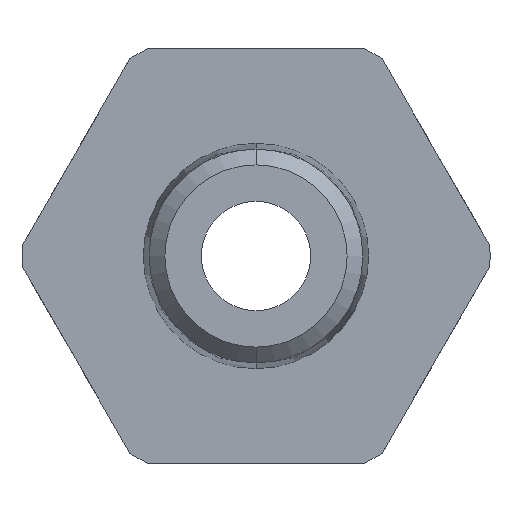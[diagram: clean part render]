
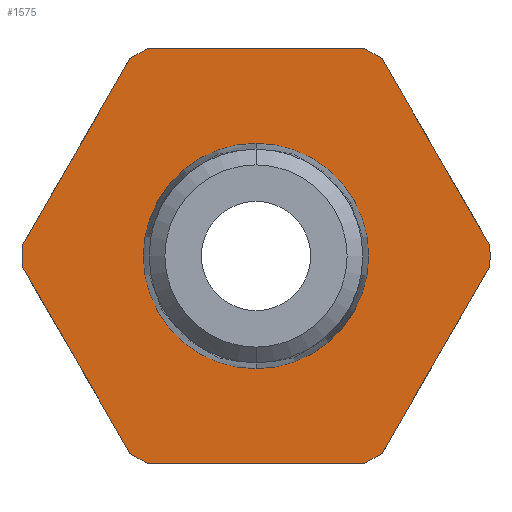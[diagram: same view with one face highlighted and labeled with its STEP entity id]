
A CAD part, front view. The second image highlights one B-rep face of the part: STEP entity #1575.
In plain terms, the highlighted planar face has unit normal (0, -1, 0).
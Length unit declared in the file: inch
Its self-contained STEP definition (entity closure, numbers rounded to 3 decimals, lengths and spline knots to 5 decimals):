
#8 = CARTESIAN_POINT ( 'NONE',  ( 0., 0.35827, 0. ) ) ;
#58 = VERTEX_POINT ( 'NONE', #227 ) ;
#92 = DIRECTION ( 'NONE',  ( 0., 0., 1. ) ) ;
#133 = CARTESIAN_POINT ( 'NONE',  ( -0.42082, 0.35827, -0.01914 ) ) ;
#167 = CARTESIAN_POINT ( 'NONE',  ( 0.19384, 0.35827, 0.37402 ) ) ;
#172 = DIRECTION ( 'NONE',  ( 0., 0., 1. ) ) ;
#196 = CARTESIAN_POINT ( 'NONE',  ( -0.43188, 0.35827, 0. ) ) ;
#227 = CARTESIAN_POINT ( 'NONE',  ( 0.22699, 0.35827, 0.35487 ) ) ;
#233 = DIRECTION ( 'NONE',  ( -0.5, 0., 0.866 ) ) ;
#257 = DIRECTION ( 'NONE',  ( 0., -1., 0. ) ) ;
#268 = AXIS2_PLACEMENT_3D ( 'NONE', #1886, #873, #2047 ) ;
#284 = CARTESIAN_POINT ( 'NONE',  ( 0., 0.35827, 0. ) ) ;
#288 = CARTESIAN_POINT ( 'NONE',  ( 0., 0.35827, 0. ) ) ;
#315 = VERTEX_POINT ( 'NONE', #469 ) ;
#331 = VERTEX_POINT ( 'NONE', #1485 ) ;
#333 = ORIENTED_EDGE ( 'NONE', *, *, #1094, .F. ) ;
#347 = DIRECTION ( 'NONE',  ( 0.5, 0., 0.866 ) ) ;
#348 = EDGE_CURVE ( 'NONE', #2135, #457, #1075, .T. ) ;
#354 = ORIENTED_EDGE ( 'NONE', *, *, #1430, .F. ) ;
#389 = CIRCLE ( 'NONE', #996, 0.42126 ) ;
#395 = ORIENTED_EDGE ( 'NONE', *, *, #348, .T. ) ;
#409 = VERTEX_POINT ( 'NONE', #896 ) ;
#417 = LINE ( 'NONE', #1911, #1761 ) ;
#425 = CARTESIAN_POINT ( 'NONE',  ( 0., 0.35827, 0. ) ) ;
#431 = DIRECTION ( 'NONE',  ( 0., 1., 0. ) ) ;
#447 = DIRECTION ( 'NONE',  ( 0., 0., 1. ) ) ;
#450 = DIRECTION ( 'NONE',  ( 0., 0., 1. ) ) ;
#457 = VERTEX_POINT ( 'NONE', #1058 ) ;
#468 = EDGE_LOOP ( 'NONE', ( #1885, #1694 ) ) ;
#469 = CARTESIAN_POINT ( 'NONE',  ( -0.19384, 0.35827, -0.37402 ) ) ;
#478 = CARTESIAN_POINT ( 'NONE',  ( -0.22699, 0.35827, 0.35487 ) ) ;
#484 = EDGE_CURVE ( 'NONE', #409, #661, #417, .T. ) ;
#506 = CARTESIAN_POINT ( 'NONE',  ( 0., 0.35827, 0.20276 ) ) ;
#518 = LINE ( 'NONE', #838, #1259 ) ;
#535 = VERTEX_POINT ( 'NONE', #1233 ) ;
#538 = AXIS2_PLACEMENT_3D ( 'NONE', #284, #1452, #447 ) ;
#592 = DIRECTION ( 'NONE',  ( 0., 0., 1. ) ) ;
#612 = EDGE_CURVE ( 'NONE', #58, #1545, #1547, .T. ) ;
#616 = CARTESIAN_POINT ( 'NONE',  ( 0.42082, 0.35827, 0.01914 ) ) ;
#635 = CARTESIAN_POINT ( 'NONE',  ( -0.42082, 0.35827, 0.01914 ) ) ;
#645 = AXIS2_PLACEMENT_3D ( 'NONE', #288, #1456, #450 ) ;
#650 = EDGE_LOOP ( 'NONE', ( #1691, #2088, #1802, #395, #333, #961, #354, #1883, #1942, #1319, #1562, #1192 ) ) ;
#657 = VECTOR ( 'NONE', #1310, 39.37008 ) ;
#660 = AXIS2_PLACEMENT_3D ( 'NONE', #1438, #431, #1603 ) ;
#661 = VERTEX_POINT ( 'NONE', #133 ) ;
#665 = CARTESIAN_POINT ( 'NONE',  ( 0., 0.35827, 0. ) ) ;
#701 = VERTEX_POINT ( 'NONE', #806 ) ;
#739 = LINE ( 'NONE', #930, #2019 ) ;
#746 = CARTESIAN_POINT ( 'NONE',  ( 0.19384, 0.35827, -0.37402 ) ) ;
#756 = EDGE_CURVE ( 'NONE', #331, #1879, #1000, .T. ) ;
#783 = CIRCLE ( 'NONE', #660, 0.20276 ) ;
#806 = CARTESIAN_POINT ( 'NONE',  ( -0.19384, 0.35827, 0.37402 ) ) ;
#834 = DIRECTION ( 'NONE',  ( 0., 0., 1. ) ) ;
#838 = CARTESIAN_POINT ( 'NONE',  ( 0.43188, 0.35827, 0. ) ) ;
#841 = FACE_BOUND ( 'NONE', #468, .T. ) ;
#856 = CIRCLE ( 'NONE', #1057, 0.42126 ) ;
#861 = EDGE_CURVE ( 'NONE', #2135, #315, #739, .T. ) ;
#873 = DIRECTION ( 'NONE',  ( 0., -1., 0. ) ) ;
#877 = AXIS2_PLACEMENT_3D ( 'NONE', #1765, #257, #2099 ) ;
#896 = CARTESIAN_POINT ( 'NONE',  ( -0.22699, 0.35827, -0.35487 ) ) ;
#929 = PLANE ( 'NONE',  #877 ) ;
#930 = CARTESIAN_POINT ( 'NONE',  ( 0., 0.35827, -0.37402 ) ) ;
#961 = ORIENTED_EDGE ( 'NONE', *, *, #1636, .T. ) ;
#977 = DIRECTION ( 'NONE',  ( 0.5, 0., -0.866 ) ) ;
#993 = VERTEX_POINT ( 'NONE', #635 ) ;
#996 = AXIS2_PLACEMENT_3D ( 'NONE', #425, #1597, #592 ) ;
#1000 = CIRCLE ( 'NONE', #1693, 0.20276 ) ;
#1057 = AXIS2_PLACEMENT_3D ( 'NONE', #2082, #1077, #92 ) ;
#1058 = CARTESIAN_POINT ( 'NONE',  ( 0.22699, 0.35827, -0.35487 ) ) ;
#1075 = CIRCLE ( 'NONE', #268, 0.42126 ) ;
#1077 = DIRECTION ( 'NONE',  ( 0., -1., 0. ) ) ;
#1094 = EDGE_CURVE ( 'NONE', #535, #457, #518, .T. ) ;
#1117 = CIRCLE ( 'NONE', #1490, 0.42126 ) ;
#1161 = DIRECTION ( 'NONE',  ( 0., 1., 0. ) ) ;
#1172 = DIRECTION ( 'NONE',  ( -0.5, 0., -0.866 ) ) ;
#1188 = EDGE_CURVE ( 'NONE', #993, #1433, #1700, .T. ) ;
#1192 = ORIENTED_EDGE ( 'NONE', *, *, #1767, .F. ) ;
#1233 = CARTESIAN_POINT ( 'NONE',  ( 0.42082, 0.35827, -0.01914 ) ) ;
#1259 = VECTOR ( 'NONE', #1172, 39.37008 ) ;
#1310 = DIRECTION ( 'NONE',  ( 1., 0., 0. ) ) ;
#1319 = ORIENTED_EDGE ( 'NONE', *, *, #1584, .T. ) ;
#1386 = VECTOR ( 'NONE', #977, 39.37008 ) ;
#1426 = EDGE_CURVE ( 'NONE', #701, #1545, #1435, .T. ) ;
#1430 = EDGE_CURVE ( 'NONE', #58, #1701, #1888, .T. ) ;
#1433 = VERTEX_POINT ( 'NONE', #478 ) ;
#1435 = LINE ( 'NONE', #1643, #657 ) ;
#1438 = CARTESIAN_POINT ( 'NONE',  ( 0., 0.35827, 0. ) ) ;
#1452 = DIRECTION ( 'NONE',  ( 0., -1., 0. ) ) ;
#1456 = DIRECTION ( 'NONE',  ( 0., -1., 0. ) ) ;
#1478 = CARTESIAN_POINT ( 'NONE',  ( 0.21594, 0.35827, 0.37402 ) ) ;
#1485 = CARTESIAN_POINT ( 'NONE',  ( 0., 0.35827, -0.20276 ) ) ;
#1490 = AXIS2_PLACEMENT_3D ( 'NONE', #665, #1839, #834 ) ;
#1545 = VERTEX_POINT ( 'NONE', #167 ) ;
#1547 = CIRCLE ( 'NONE', #645, 0.42126 ) ;
#1562 = ORIENTED_EDGE ( 'NONE', *, *, #1188, .F. ) ;
#1575 = ADVANCED_FACE ( 'NONE', ( #841, #2119 ), #929, .T. ) ;
#1584 = EDGE_CURVE ( 'NONE', #701, #1433, #389, .T. ) ;
#1597 = DIRECTION ( 'NONE',  ( 0., -1., 0. ) ) ;
#1603 = DIRECTION ( 'NONE',  ( 0., 0., 1. ) ) ;
#1615 = CIRCLE ( 'NONE', #538, 0.42126 ) ;
#1630 = EDGE_CURVE ( 'NONE', #1879, #331, #783, .T. ) ;
#1636 = EDGE_CURVE ( 'NONE', #535, #1701, #1615, .T. ) ;
#1643 = CARTESIAN_POINT ( 'NONE',  ( -0.21594, 0.35827, 0.37402 ) ) ;
#1650 = VECTOR ( 'NONE', #347, 39.37008 ) ;
#1691 = ORIENTED_EDGE ( 'NONE', *, *, #484, .F. ) ;
#1693 = AXIS2_PLACEMENT_3D ( 'NONE', #8, #1161, #172 ) ;
#1694 = ORIENTED_EDGE ( 'NONE', *, *, #756, .T. ) ;
#1700 = LINE ( 'NONE', #196, #1650 ) ;
#1701 = VERTEX_POINT ( 'NONE', #616 ) ;
#1761 = VECTOR ( 'NONE', #233, 39.37008 ) ;
#1765 = CARTESIAN_POINT ( 'NONE',  ( -0.31201, 0.35827, 0. ) ) ;
#1767 = EDGE_CURVE ( 'NONE', #661, #993, #1117, .T. ) ;
#1768 = DIRECTION ( 'NONE',  ( -1., 0., 0. ) ) ;
#1802 = ORIENTED_EDGE ( 'NONE', *, *, #861, .F. ) ;
#1839 = DIRECTION ( 'NONE',  ( 0., 1., 0. ) ) ;
#1879 = VERTEX_POINT ( 'NONE', #506 ) ;
#1883 = ORIENTED_EDGE ( 'NONE', *, *, #612, .T. ) ;
#1885 = ORIENTED_EDGE ( 'NONE', *, *, #1630, .T. ) ;
#1886 = CARTESIAN_POINT ( 'NONE',  ( 0., 0.35827, 0. ) ) ;
#1888 = LINE ( 'NONE', #1478, #1386 ) ;
#1911 = CARTESIAN_POINT ( 'NONE',  ( -0.21594, 0.35827, -0.37402 ) ) ;
#1942 = ORIENTED_EDGE ( 'NONE', *, *, #1426, .F. ) ;
#2019 = VECTOR ( 'NONE', #1768, 39.37008 ) ;
#2047 = DIRECTION ( 'NONE',  ( 0., 0., 1. ) ) ;
#2082 = CARTESIAN_POINT ( 'NONE',  ( 0., 0.35827, 0. ) ) ;
#2088 = ORIENTED_EDGE ( 'NONE', *, *, #2101, .T. ) ;
#2099 = DIRECTION ( 'NONE',  ( 0., 0., -1. ) ) ;
#2101 = EDGE_CURVE ( 'NONE', #409, #315, #856, .T. ) ;
#2119 = FACE_OUTER_BOUND ( 'NONE', #650, .T. ) ;
#2135 = VERTEX_POINT ( 'NONE', #746 ) ;
